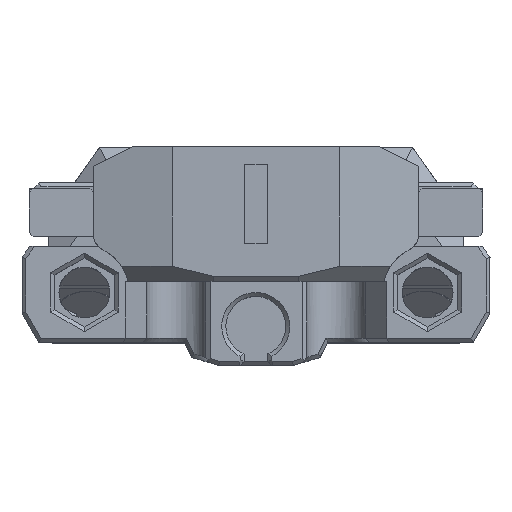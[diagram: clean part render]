
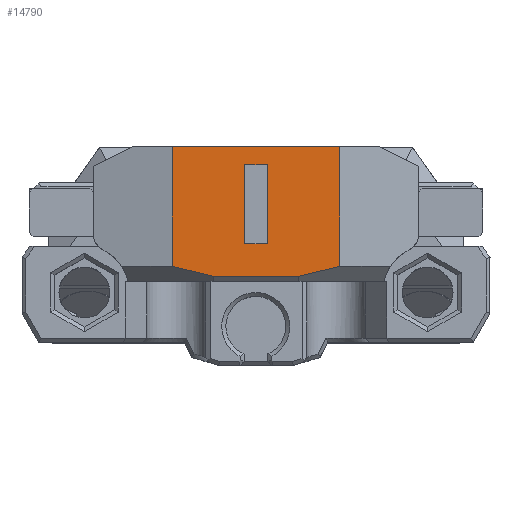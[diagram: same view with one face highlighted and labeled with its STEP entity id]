
A CAD part, top view. The second image highlights one B-rep face of the part: STEP entity #14790.
In plain terms, the highlighted face is planar.
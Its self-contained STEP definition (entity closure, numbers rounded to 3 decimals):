
#263=FACE_BOUND('',#2003,.T.);
#436=PLANE('',#15743);
#1147=FACE_OUTER_BOUND('',#2002,.T.);
#2002=EDGE_LOOP('',(#11022,#11023,#11024,#11025,#11026,#11027));
#2003=EDGE_LOOP('',(#11028,#11029,#11030,#11031));
#2987=LINE('',#21807,#4774);
#2989=LINE('',#21811,#4776);
#2991=LINE('',#21815,#4778);
#2993=LINE('',#21818,#4780);
#3135=LINE('',#22137,#4922);
#3142=LINE('',#22151,#4929);
#3143=LINE('',#22154,#4930);
#3144=LINE('',#22156,#4931);
#3145=LINE('',#22158,#4932);
#3146=LINE('',#22159,#4933);
#4774=VECTOR('',#17315,10.);
#4776=VECTOR('',#17319,10.);
#4778=VECTOR('',#17323,10.);
#4780=VECTOR('',#17327,10.);
#4922=VECTOR('',#17611,10.);
#4929=VECTOR('',#17626,10.);
#4930=VECTOR('',#17629,10.);
#4931=VECTOR('',#17630,10.);
#4932=VECTOR('',#17631,10.);
#4933=VECTOR('',#17632,10.);
#6796=VERTEX_POINT('',#21804);
#6797=VERTEX_POINT('',#21806);
#6798=VERTEX_POINT('',#21810);
#6799=VERTEX_POINT('',#21814);
#6888=VERTEX_POINT('',#22134);
#6889=VERTEX_POINT('',#22136);
#6892=VERTEX_POINT('',#22149);
#6893=VERTEX_POINT('',#22153);
#6894=VERTEX_POINT('',#22155);
#6895=VERTEX_POINT('',#22157);
#8315=EDGE_CURVE('',#6796,#6797,#2987,.T.);
#8317=EDGE_CURVE('',#6797,#6798,#2989,.T.);
#8319=EDGE_CURVE('',#6799,#6798,#2991,.T.);
#8321=EDGE_CURVE('',#6796,#6799,#2993,.T.);
#8473=EDGE_CURVE('',#6888,#6889,#3135,.T.);
#8481=EDGE_CURVE('',#6888,#6892,#3142,.T.);
#8482=EDGE_CURVE('',#6892,#6893,#3143,.T.);
#8483=EDGE_CURVE('',#6894,#6893,#3144,.T.);
#8484=EDGE_CURVE('',#6895,#6894,#3145,.T.);
#8485=EDGE_CURVE('',#6895,#6889,#3146,.T.);
#11022=ORIENTED_EDGE('',*,*,#8481,.T.);
#11023=ORIENTED_EDGE('',*,*,#8482,.T.);
#11024=ORIENTED_EDGE('',*,*,#8483,.F.);
#11025=ORIENTED_EDGE('',*,*,#8484,.F.);
#11026=ORIENTED_EDGE('',*,*,#8485,.T.);
#11027=ORIENTED_EDGE('',*,*,#8473,.F.);
#11028=ORIENTED_EDGE('',*,*,#8321,.T.);
#11029=ORIENTED_EDGE('',*,*,#8319,.T.);
#11030=ORIENTED_EDGE('',*,*,#8317,.F.);
#11031=ORIENTED_EDGE('',*,*,#8315,.F.);
#14790=ADVANCED_FACE('',(#1147,#263),#436,.T.);
#15743=AXIS2_PLACEMENT_3D('',#22152,#17627,#17628);
#17315=DIRECTION('',(0.,0.,1.));
#17319=DIRECTION('',(1.,0.,0.));
#17323=DIRECTION('',(0.,0.,1.));
#17327=DIRECTION('',(1.,0.,0.));
#17611=DIRECTION('',(0.,0.,1.));
#17626=DIRECTION('',(-1.,0.,0.));
#17627=DIRECTION('center_axis',(0.,1.,0.));
#17628=DIRECTION('ref_axis',(1.,0.,0.));
#17629=DIRECTION('',(0.,0.,1.));
#17630=DIRECTION('',(-0.972,0.,-0.236));
#17631=DIRECTION('',(-1.,0.,0.));
#17632=DIRECTION('',(0.972,0.,-0.236));
#21804=CARTESIAN_POINT('',(5.573,65.083,-34.914));
#21806=CARTESIAN_POINT('',(5.573,65.083,-26.986));
#21807=CARTESIAN_POINT('',(5.573,65.083,-28.233));
#21810=CARTESIAN_POINT('',(7.833,65.083,-26.986));
#21811=CARTESIAN_POINT('',(6.699,65.083,-26.986));
#21814=CARTESIAN_POINT('',(7.833,65.083,-34.914));
#21815=CARTESIAN_POINT('',(7.833,65.083,-28.233));
#21818=CARTESIAN_POINT('',(7.607,65.083,-34.914));
#22134=CARTESIAN_POINT('',(15.09,65.083,-36.744));
#22136=CARTESIAN_POINT('',(15.09,65.083,-24.744));
#22137=CARTESIAN_POINT('',(15.09,65.083,-29.246));
#22149=CARTESIAN_POINT('',(-1.684,65.083,-36.744));
#22151=CARTESIAN_POINT('',(6.645,65.083,-36.744));
#22152=CARTESIAN_POINT('Origin',(6.715,65.083,-29.746));
#22153=CARTESIAN_POINT('',(-1.684,65.083,-24.744));
#22154=CARTESIAN_POINT('',(-1.684,65.083,-29.246));
#22155=CARTESIAN_POINT('',(2.439,65.083,-23.744));
#22156=CARTESIAN_POINT('',(1.936,65.083,-23.866));
#22157=CARTESIAN_POINT('',(10.967,65.083,-23.744));
#22158=CARTESIAN_POINT('',(6.733,65.083,-23.744));
#22159=CARTESIAN_POINT('',(11.47,65.083,-23.866));
